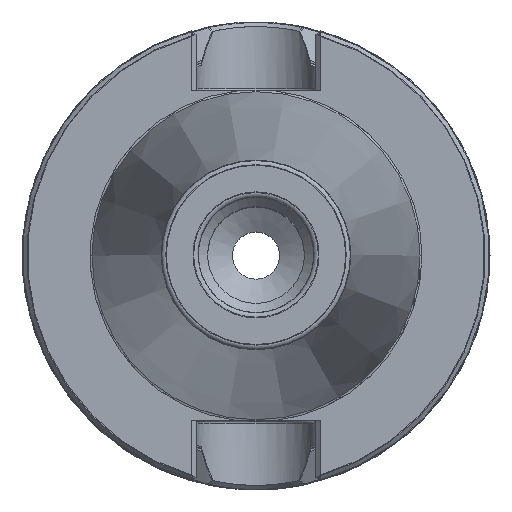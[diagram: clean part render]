
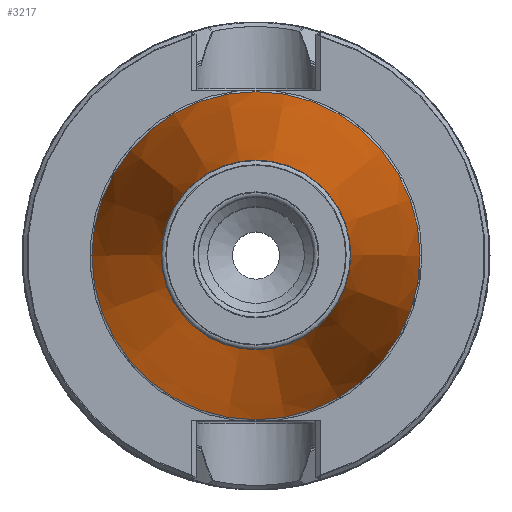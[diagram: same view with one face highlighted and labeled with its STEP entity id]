
A CAD part, top view. The second image highlights one B-rep face of the part: STEP entity #3217.
In plain terms, the highlighted conical face has half-angle 8.297 degrees and reference radius 35.075 mm.
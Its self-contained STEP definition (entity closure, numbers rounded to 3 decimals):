
#376=CONICAL_SURFACE('',#3453,35.075,0.145);
#856=ORIENTED_EDGE('',*,*,#1296,.T.);
#857=ORIENTED_EDGE('',*,*,#1297,.T.);
#1296=EDGE_CURVE('',#1537,#1537,#1656,.F.);
#1297=EDGE_CURVE('',#1538,#1538,#1657,.T.);
#1537=VERTEX_POINT('',#5008);
#1538=VERTEX_POINT('',#5010);
#1656=CIRCLE('',#3454,20.325);
#1657=CIRCLE('',#3455,35.162);
#1805=EDGE_LOOP('',(#856));
#1806=EDGE_LOOP('',(#857));
#1999=FACE_BOUND('',#1805,.T.);
#2000=FACE_BOUND('',#1806,.T.);
#3217=ADVANCED_FACE('',(#1999,#2000),#376,.T.);
#3453=AXIS2_PLACEMENT_3D('',#5006,#3970,#3971);
#3454=AXIS2_PLACEMENT_3D('',#5007,#3972,#3973);
#3455=AXIS2_PLACEMENT_3D('',#5009,#3974,#3975);
#3970=DIRECTION('',(0.,0.,-1.));
#3971=DIRECTION('',(-1.,0.,0.));
#3972=DIRECTION('',(0.,0.,1.));
#3973=DIRECTION('',(1.,0.,0.));
#3974=DIRECTION('',(0.,0.,1.));
#3975=DIRECTION('',(1.,0.,0.));
#5006=CARTESIAN_POINT('',(0.,0.,0.));
#5007=CARTESIAN_POINT('',(0.,0.,101.144));
#5008=CARTESIAN_POINT('',(20.325,0.,101.144));
#5009=CARTESIAN_POINT('',(0.,0.,-0.6));
#5010=CARTESIAN_POINT('',(35.162,0.,-0.6));
